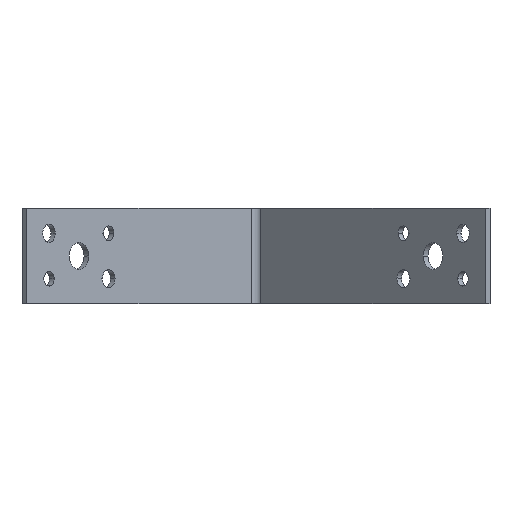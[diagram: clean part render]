
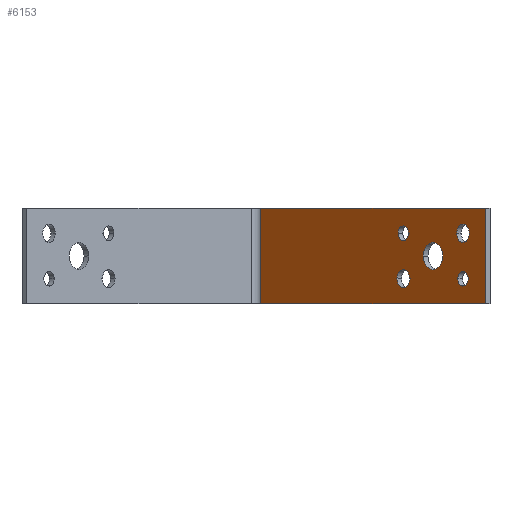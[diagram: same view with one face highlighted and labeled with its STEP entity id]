
A CAD part, front view. The second image highlights one B-rep face of the part: STEP entity #6153.
In plain terms, the highlighted face is planar.
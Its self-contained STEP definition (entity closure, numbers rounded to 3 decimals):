
#85 = CARTESIAN_POINT ( 'NONE',  ( 29.5, 102., 2. ) ) ;
#126 = DIRECTION ( 'NONE',  ( 0., -1., 0. ) ) ;
#134 = CARTESIAN_POINT ( 'NONE',  ( 21.75, 68.95, 2. ) ) ;
#177 = VERTEX_POINT ( 'NONE', #740 ) ;
#230 = CIRCLE ( 'NONE', #5890, 2.25 ) ;
#308 = EDGE_CURVE ( 'NONE', #1226, #1549, #4576, .T. ) ;
#371 = CARTESIAN_POINT ( 'NONE',  ( 29.5, 4., 2. ) ) ;
#384 = ORIENTED_EDGE ( 'NONE', *, *, #3306, .F. ) ;
#419 = DIRECTION ( 'NONE',  ( 0., 1., 0. ) ) ;
#455 = ORIENTED_EDGE ( 'NONE', *, *, #308, .F. ) ;
#570 = EDGE_CURVE ( 'NONE', #3992, #910, #2185, .T. ) ;
#635 = EDGE_LOOP ( 'NONE', ( #1462, #1834 ) ) ;
#654 = DIRECTION ( 'NONE',  ( 0., 0., 1. ) ) ;
#740 = CARTESIAN_POINT ( 'NONE',  ( 29.5, 4., 2. ) ) ;
#754 = DIRECTION ( 'NONE',  ( 0., -1., 0. ) ) ;
#762 = EDGE_CURVE ( 'NONE', #5199, #3892, #230, .T. ) ;
#783 = DIRECTION ( 'NONE',  ( -1., 0., 0. ) ) ;
#824 = ORIENTED_EDGE ( 'NONE', *, *, #6013, .F. ) ;
#853 = ORIENTED_EDGE ( 'NONE', *, *, #1930, .F. ) ;
#885 = DIRECTION ( 'NONE',  ( 0., 1., 0. ) ) ;
#893 = CARTESIAN_POINT ( 'NONE',  ( 14.75, 79.2, 2. ) ) ;
#910 = VERTEX_POINT ( 'NONE', #134 ) ;
#926 = CARTESIAN_POINT ( 'NONE',  ( 21.75, 89.95, 2. ) ) ;
#967 = EDGE_CURVE ( 'NONE', #177, #4950, #3442, .T. ) ;
#986 = CARTESIAN_POINT ( 'NONE',  ( 21.75, 66.2, 2. ) ) ;
#997 = DIRECTION ( 'NONE',  ( 0., -1., 0. ) ) ;
#1114 = DIRECTION ( 'NONE',  ( 0., -1., 0. ) ) ;
#1183 = CARTESIAN_POINT ( 'NONE',  ( 7.75, 92.2, 2. ) ) ;
#1226 = VERTEX_POINT ( 'NONE', #1452 ) ;
#1452 = CARTESIAN_POINT ( 'NONE',  ( 7.75, 94.95, 2. ) ) ;
#1462 = ORIENTED_EDGE ( 'NONE', *, *, #6364, .F. ) ;
#1474 = EDGE_CURVE ( 'NONE', #5072, #1846, #2853, .T. ) ;
#1478 = ORIENTED_EDGE ( 'NONE', *, *, #762, .F. ) ;
#1505 = CARTESIAN_POINT ( 'NONE',  ( 21.75, 63.45, 2. ) ) ;
#1549 = VERTEX_POINT ( 'NONE', #6079 ) ;
#1642 = AXIS2_PLACEMENT_3D ( 'NONE', #3527, #3079, #997 ) ;
#1680 = EDGE_CURVE ( 'NONE', #1742, #4526, #4936, .T. ) ;
#1742 = VERTEX_POINT ( 'NONE', #2330 ) ;
#1744 = CIRCLE ( 'NONE', #6316, 2.25 ) ;
#1811 = CIRCLE ( 'NONE', #2681, 2.75 ) ;
#1834 = ORIENTED_EDGE ( 'NONE', *, *, #1680, .F. ) ;
#1846 = VERTEX_POINT ( 'NONE', #6512 ) ;
#1908 = AXIS2_PLACEMENT_3D ( 'NONE', #3838, #5407, #126 ) ;
#1930 = EDGE_CURVE ( 'NONE', #4950, #1846, #3478, .T. ) ;
#1973 = CIRCLE ( 'NONE', #3166, 4.25 ) ;
#1989 = DIRECTION ( 'NONE',  ( 0., -1., 0. ) ) ;
#2094 = DIRECTION ( 'NONE',  ( 1., 0., 0. ) ) ;
#2095 = ORIENTED_EDGE ( 'NONE', *, *, #2765, .F. ) ;
#2096 = DIRECTION ( 'NONE',  ( 0., 0., 1. ) ) ;
#2148 = DIRECTION ( 'NONE',  ( 0., 0., 1. ) ) ;
#2185 = CIRCLE ( 'NONE', #5661, 2.75 ) ;
#2188 = AXIS2_PLACEMENT_3D ( 'NONE', #1183, #4758, #1114 ) ;
#2198 = FACE_BOUND ( 'NONE', #6205, .T. ) ;
#2301 = VERTEX_POINT ( 'NONE', #2653 ) ;
#2330 = CARTESIAN_POINT ( 'NONE',  ( 14.75, 83.45, 2. ) ) ;
#2410 = CARTESIAN_POINT ( 'NONE',  ( 29.5, 102., 2. ) ) ;
#2530 = EDGE_LOOP ( 'NONE', ( #5683, #384 ) ) ;
#2540 = EDGE_CURVE ( 'NONE', #2301, #3981, #4190, .T. ) ;
#2549 = DIRECTION ( 'NONE',  ( 0., 0., 1. ) ) ;
#2572 = ORIENTED_EDGE ( 'NONE', *, *, #5702, .F. ) ;
#2653 = CARTESIAN_POINT ( 'NONE',  ( 21.75, 94.45, 2. ) ) ;
#2675 = FACE_OUTER_BOUND ( 'NONE', #3947, .T. ) ;
#2681 = AXIS2_PLACEMENT_3D ( 'NONE', #3176, #3278, #4230 ) ;
#2690 = CARTESIAN_POINT ( 'NONE',  ( 14.75, 74.95, 2. ) ) ;
#2765 = EDGE_CURVE ( 'NONE', #3981, #2301, #3208, .T. ) ;
#2847 = AXIS2_PLACEMENT_3D ( 'NONE', #4746, #6311, #2094 ) ;
#2853 = LINE ( 'NONE', #2410, #3506 ) ;
#2931 = CARTESIAN_POINT ( 'NONE',  ( 0., 0., 2. ) ) ;
#3044 = LINE ( 'NONE', #4100, #4784 ) ;
#3069 = DIRECTION ( 'NONE',  ( 0., -1., 0. ) ) ;
#3079 = DIRECTION ( 'NONE',  ( 0., 0., 1. ) ) ;
#3166 = AXIS2_PLACEMENT_3D ( 'NONE', #893, #6104, #1989 ) ;
#3176 = CARTESIAN_POINT ( 'NONE',  ( 21.75, 66.2, 2. ) ) ;
#3208 = CIRCLE ( 'NONE', #3970, 2.25 ) ;
#3216 = ORIENTED_EDGE ( 'NONE', *, *, #6089, .T. ) ;
#3239 = ORIENTED_EDGE ( 'NONE', *, *, #967, .F. ) ;
#3278 = DIRECTION ( 'NONE',  ( 0., 0., 1. ) ) ;
#3306 = EDGE_CURVE ( 'NONE', #910, #3992, #1811, .T. ) ;
#3330 = ORIENTED_EDGE ( 'NONE', *, *, #1474, .T. ) ;
#3386 = CIRCLE ( 'NONE', #2188, 2.75 ) ;
#3442 = LINE ( 'NONE', #371, #4801 ) ;
#3462 = CARTESIAN_POINT ( 'NONE',  ( 7.75, 68.45, 2. ) ) ;
#3478 = LINE ( 'NONE', #2931, #5804 ) ;
#3506 = VECTOR ( 'NONE', #6495, 1000. ) ;
#3527 = CARTESIAN_POINT ( 'NONE',  ( 7.75, 92.2, 2. ) ) ;
#3838 = CARTESIAN_POINT ( 'NONE',  ( 21.75, 92.2, 2. ) ) ;
#3892 = VERTEX_POINT ( 'NONE', #5941 ) ;
#3911 = DIRECTION ( 'NONE',  ( 0., 0., 1. ) ) ;
#3947 = EDGE_LOOP ( 'NONE', ( #853, #3239, #3216, #3330 ) ) ;
#3970 = AXIS2_PLACEMENT_3D ( 'NONE', #5636, #2549, #6698 ) ;
#3981 = VERTEX_POINT ( 'NONE', #926 ) ;
#3992 = VERTEX_POINT ( 'NONE', #1505 ) ;
#4100 = CARTESIAN_POINT ( 'NONE',  ( 29.5, 0., 2. ) ) ;
#4101 = EDGE_LOOP ( 'NONE', ( #824, #455 ) ) ;
#4190 = CIRCLE ( 'NONE', #1908, 2.25 ) ;
#4230 = DIRECTION ( 'NONE',  ( 0., -1., 0. ) ) ;
#4235 = FACE_BOUND ( 'NONE', #5677, .T. ) ;
#4242 = ORIENTED_EDGE ( 'NONE', *, *, #2540, .F. ) ;
#4491 = CARTESIAN_POINT ( 'NONE',  ( 0., 4., 2. ) ) ;
#4526 = VERTEX_POINT ( 'NONE', #2690 ) ;
#4576 = CIRCLE ( 'NONE', #1642, 2.75 ) ;
#4645 = FACE_BOUND ( 'NONE', #4101, .T. ) ;
#4746 = CARTESIAN_POINT ( 'NONE',  ( 29.5, 0., 2. ) ) ;
#4758 = DIRECTION ( 'NONE',  ( 0., 0., 1. ) ) ;
#4784 = VECTOR ( 'NONE', #419, 1000. ) ;
#4801 = VECTOR ( 'NONE', #783, 1000. ) ;
#4936 = CIRCLE ( 'NONE', #6238, 4.25 ) ;
#4950 = VERTEX_POINT ( 'NONE', #4491 ) ;
#4969 = CARTESIAN_POINT ( 'NONE',  ( 7.75, 66.2, 2. ) ) ;
#5072 = VERTEX_POINT ( 'NONE', #85 ) ;
#5199 = VERTEX_POINT ( 'NONE', #3462 ) ;
#5223 = FACE_BOUND ( 'NONE', #2530, .T. ) ;
#5355 = CARTESIAN_POINT ( 'NONE',  ( 14.75, 79.2, 2. ) ) ;
#5378 = DIRECTION ( 'NONE',  ( 0., -1., 0. ) ) ;
#5407 = DIRECTION ( 'NONE',  ( 0., 0., 1. ) ) ;
#5454 = DIRECTION ( 'NONE',  ( 0., -1., 0. ) ) ;
#5636 = CARTESIAN_POINT ( 'NONE',  ( 21.75, 92.2, 2. ) ) ;
#5661 = AXIS2_PLACEMENT_3D ( 'NONE', #986, #2148, #3069 ) ;
#5677 = EDGE_LOOP ( 'NONE', ( #2095, #4242 ) ) ;
#5683 = ORIENTED_EDGE ( 'NONE', *, *, #570, .F. ) ;
#5702 = EDGE_CURVE ( 'NONE', #3892, #5199, #1744, .T. ) ;
#5799 = FACE_BOUND ( 'NONE', #635, .T. ) ;
#5804 = VECTOR ( 'NONE', #885, 1000. ) ;
#5832 = PLANE ( 'NONE',  #2847 ) ;
#5853 = CARTESIAN_POINT ( 'NONE',  ( 7.75, 66.2, 2. ) ) ;
#5890 = AXIS2_PLACEMENT_3D ( 'NONE', #4969, #3911, #5378 ) ;
#5941 = CARTESIAN_POINT ( 'NONE',  ( 7.75, 63.95, 2. ) ) ;
#6013 = EDGE_CURVE ( 'NONE', #1549, #1226, #3386, .T. ) ;
#6079 = CARTESIAN_POINT ( 'NONE',  ( 7.75, 89.45, 2. ) ) ;
#6089 = EDGE_CURVE ( 'NONE', #177, #5072, #3044, .T. ) ;
#6104 = DIRECTION ( 'NONE',  ( 0., 0., 1. ) ) ;
#6153 = ADVANCED_FACE ( 'NONE', ( #4235, #5223, #4645, #5799, #2198, #2675 ), #5832, .T. ) ;
#6205 = EDGE_LOOP ( 'NONE', ( #2572, #1478 ) ) ;
#6238 = AXIS2_PLACEMENT_3D ( 'NONE', #5355, #2096, #5454 ) ;
#6311 = DIRECTION ( 'NONE',  ( 0., 0., 1. ) ) ;
#6316 = AXIS2_PLACEMENT_3D ( 'NONE', #5853, #654, #754 ) ;
#6364 = EDGE_CURVE ( 'NONE', #4526, #1742, #1973, .T. ) ;
#6495 = DIRECTION ( 'NONE',  ( -1., 0., 0. ) ) ;
#6512 = CARTESIAN_POINT ( 'NONE',  ( 0., 102., 2. ) ) ;
#6698 = DIRECTION ( 'NONE',  ( 0., -1., 0. ) ) ;
